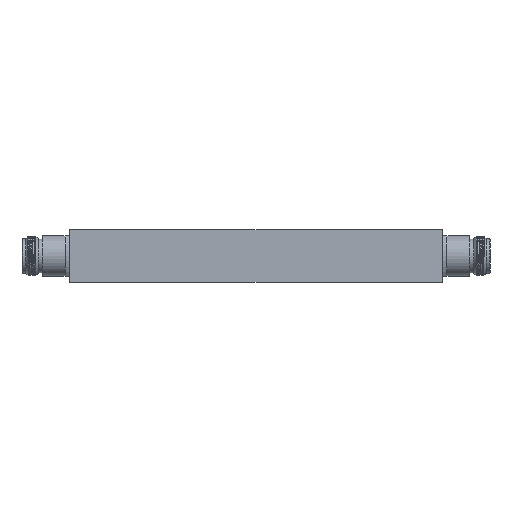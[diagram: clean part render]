
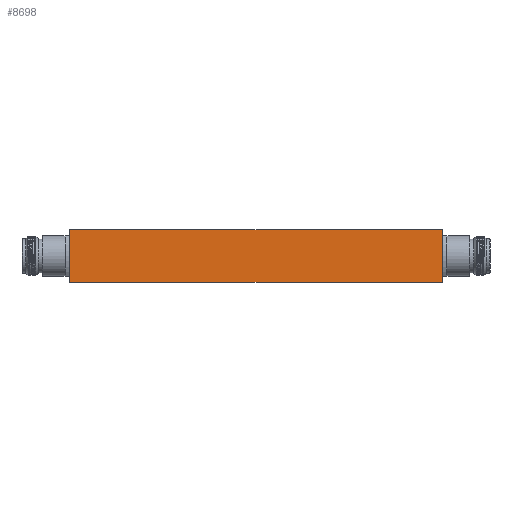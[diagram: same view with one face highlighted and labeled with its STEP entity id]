
A CAD part, front view. The second image highlights one B-rep face of the part: STEP entity #8698.
In plain terms, the highlighted planar face has unit normal (0, -1, 0).
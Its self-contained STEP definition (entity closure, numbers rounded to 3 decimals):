
#38 = VERTEX_POINT ( 'NONE', #23675 ) ;
#1050 = LINE ( 'NONE', #20308, #13006 ) ;
#1880 = CARTESIAN_POINT ( 'NONE',  ( -74., -77., 10.5 ) ) ;
#4237 = DIRECTION ( 'NONE',  ( 0., 0., 1. ) ) ;
#4916 = ORIENTED_EDGE ( 'NONE', *, *, #29745, .T. ) ;
#5784 = VERTEX_POINT ( 'NONE', #11672 ) ;
#6597 = DIRECTION ( 'NONE',  ( 0., 1., 0. ) ) ;
#8698 = ADVANCED_FACE ( 'NONE', ( #8958 ), #30915, .F. ) ;
#8958 = FACE_OUTER_BOUND ( 'NONE', #10594, .T. ) ;
#9203 = CARTESIAN_POINT ( 'NONE',  ( 74., -77., 10.5 ) ) ;
#10479 = LINE ( 'NONE', #14762, #28209 ) ;
#10594 = EDGE_LOOP ( 'NONE', ( #18696, #17790, #29805, #4916 ) ) ;
#10819 = DIRECTION ( 'NONE',  ( 1., 0., 0. ) ) ;
#10966 = LINE ( 'NONE', #9203, #11804 ) ;
#11015 = EDGE_CURVE ( 'NONE', #19397, #20467, #1050, .T. ) ;
#11672 = CARTESIAN_POINT ( 'NONE',  ( -74., -77., 10.5 ) ) ;
#11804 = VECTOR ( 'NONE', #28185, 1000. ) ;
#13006 = VECTOR ( 'NONE', #10819, 1000. ) ;
#13430 = EDGE_CURVE ( 'NONE', #5784, #38, #10479, .T. ) ;
#14762 = CARTESIAN_POINT ( 'NONE',  ( -74., -77., 10.5 ) ) ;
#16246 = VECTOR ( 'NONE', #25909, 1000. ) ;
#16444 = LINE ( 'NONE', #26070, #16246 ) ;
#17790 = ORIENTED_EDGE ( 'NONE', *, *, #25604, .F. ) ;
#18696 = ORIENTED_EDGE ( 'NONE', *, *, #11015, .T. ) ;
#19397 = VERTEX_POINT ( 'NONE', #31042 ) ;
#20308 = CARTESIAN_POINT ( 'NONE',  ( -74., -77., -10.5 ) ) ;
#20467 = VERTEX_POINT ( 'NONE', #29971 ) ;
#22182 = DIRECTION ( 'NONE',  ( 1., 0., 0. ) ) ;
#23675 = CARTESIAN_POINT ( 'NONE',  ( 74., -77., 10.5 ) ) ;
#25604 = EDGE_CURVE ( 'NONE', #38, #20467, #10966, .T. ) ;
#25909 = DIRECTION ( 'NONE',  ( 0., 0., -1. ) ) ;
#26070 = CARTESIAN_POINT ( 'NONE',  ( -74., -77., 10.5 ) ) ;
#26510 = AXIS2_PLACEMENT_3D ( 'NONE', #1880, #6597, #4237 ) ;
#28185 = DIRECTION ( 'NONE',  ( 0., 0., -1. ) ) ;
#28209 = VECTOR ( 'NONE', #22182, 1000. ) ;
#29745 = EDGE_CURVE ( 'NONE', #5784, #19397, #16444, .T. ) ;
#29805 = ORIENTED_EDGE ( 'NONE', *, *, #13430, .F. ) ;
#29971 = CARTESIAN_POINT ( 'NONE',  ( 74., -77., -10.5 ) ) ;
#30915 = PLANE ( 'NONE',  #26510 ) ;
#31042 = CARTESIAN_POINT ( 'NONE',  ( -74., -77., -10.5 ) ) ;
